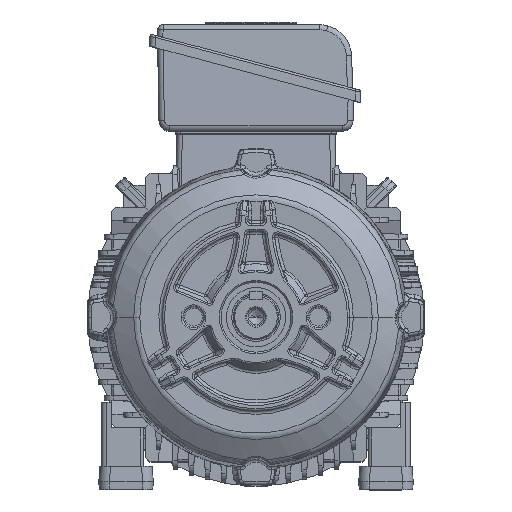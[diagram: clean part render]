
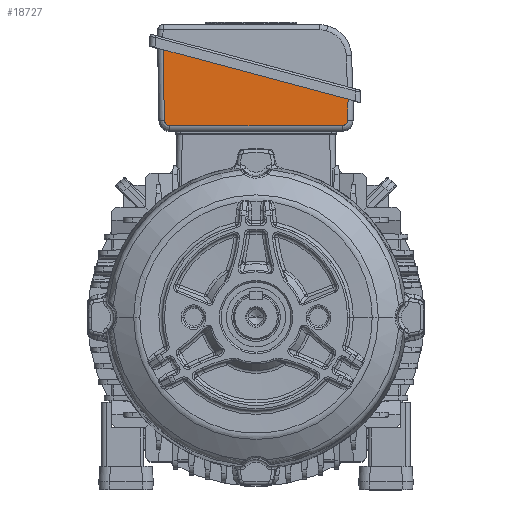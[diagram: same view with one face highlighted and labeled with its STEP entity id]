
A CAD part, top view. The second image highlights one B-rep face of the part: STEP entity #18727.
In plain terms, the highlighted face is planar.
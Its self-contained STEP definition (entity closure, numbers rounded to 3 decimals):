
#574 = EDGE_CURVE ( 'NONE', #111042, #72978, #87441, .T. ) ;
#2173 = CARTESIAN_POINT ( 'NONE',  ( 87.994, 80.196, 7.584 ) ) ;
#2782 = LINE ( 'NONE', #53880, #71811 ) ;
#3146 = ORIENTED_EDGE ( 'NONE', *, *, #574, .F. ) ;
#5182 = DIRECTION ( 'NONE',  ( -0.017, 0.017, 1. ) ) ;
#5855 = LINE ( 'NONE', #89209, #37319 ) ;
#14437 = EDGE_CURVE ( 'NONE', #125254, #71302, #35826, .T. ) ;
#17297 = CARTESIAN_POINT ( 'NONE',  ( 88.658, -85.15, 12.497 ) ) ;
#18727 = ADVANCED_FACE ( 'NONE', ( #28240 ), #47742, .T. ) ;
#19588 = CARTESIAN_POINT ( 'NONE',  ( 87.5, 85.595, 35.449 ) ) ;
#21351 = CARTESIAN_POINT ( 'NONE',  ( 88.732, -83.039, 7.584 ) ) ;
#26323 = ORIENTED_EDGE ( 'NONE', *, *, #114830, .T. ) ;
#27585 = CARTESIAN_POINT ( 'NONE',  ( 87.5, 12.221, 55.11 ) ) ;
#28240 = FACE_OUTER_BOUND ( 'NONE', #43430, .T. ) ;
#31415 = CARTESIAN_POINT ( 'NONE',  ( 88.707, -85.099, 9.609 ) ) ;
#35826 = LINE ( 'NONE', #64762, #80102 ) ;
#36982 = DIRECTION ( 'NONE',  ( 0., 0.966, -0.259 ) ) ;
#37319 = VECTOR ( 'NONE', #5182, 1000. ) ;
#37367 = AXIS2_PLACEMENT_3D ( 'NONE', #27585, #88767, #99500 ) ;
#40799 = CARTESIAN_POINT ( 'NONE',  ( 88.658, -85.15, 12.497 ) ) ;
#43205 = CARTESIAN_POINT ( 'NONE',  ( 87.938, 85.144, 9.609 ) ) ;
#43430 = EDGE_LOOP ( 'NONE', ( #3146, #26323, #113439, #47393, #64918, #107196 ) ) ;
#44683 = CARTESIAN_POINT ( 'NONE',  ( 87.994, 80.196, 7.584 ) ) ;
#47393 = ORIENTED_EDGE ( 'NONE', *, *, #14437, .T. ) ;
#47742 = PLANE ( 'NONE',  #37367 ) ;
#50094 =( BOUNDED_CURVE ( )  B_SPLINE_CURVE ( 3, ( #2173, #53296, #43205, #84225 ),
 .UNSPECIFIED., .F., .T. ) 
 B_SPLINE_CURVE_WITH_KNOTS ( ( 4, 4 ),
 ( 3.403, 4.957 ),
 .UNSPECIFIED. ) 
 CURVE ( )  GEOMETRIC_REPRESENTATION_ITEM ( )  RATIONAL_B_SPLINE_CURVE ( ( 1., 0.809, 0.809, 1. ) ) 
 REPRESENTATION_ITEM ( '' )  );
#53296 = CARTESIAN_POINT ( 'NONE',  ( 87.981, 83.084, 7.584 ) ) ;
#53880 = CARTESIAN_POINT ( 'NONE',  ( 88.66, -85.148, 12.413 ) ) ;
#57953 = CARTESIAN_POINT ( 'NONE',  ( 87.889, 85.195, 12.497 ) ) ;
#58742 = CARTESIAN_POINT ( 'NONE',  ( 87.5, -86.355, 81.523 ) ) ;
#62317 = CARTESIAN_POINT ( 'NONE',  ( 88.719, -80.15, 7.584 ) ) ;
#64261 = VERTEX_POINT ( 'NONE', #57953 ) ;
#64762 = CARTESIAN_POINT ( 'NONE',  ( 87.994, 80.173, 7.584 ) ) ;
#64918 = ORIENTED_EDGE ( 'NONE', *, *, #122576, .T. ) ;
#71302 = VERTEX_POINT ( 'NONE', #44683 ) ;
#71811 = VECTOR ( 'NONE', #113742, 1000. ) ;
#72978 = VERTEX_POINT ( 'NONE', #19588 ) ;
#77944 = VECTOR ( 'NONE', #36982, 1000. ) ;
#80035 = EDGE_CURVE ( 'NONE', #124474, #125254, #99003, .T. ) ;
#80102 = VECTOR ( 'NONE', #105778, 1000. ) ;
#84225 = CARTESIAN_POINT ( 'NONE',  ( 87.889, 85.195, 12.497 ) ) ;
#87441 = LINE ( 'NONE', #119669, #77944 ) ;
#88767 = DIRECTION ( 'NONE',  ( 1., 0.005, 0.017 ) ) ;
#89209 = CARTESIAN_POINT ( 'NONE',  ( 87.189, 85.916, 53.818 ) ) ;
#99003 =( BOUNDED_CURVE ( )  B_SPLINE_CURVE ( 3, ( #40799, #31415, #21351, #62317 ),
 .UNSPECIFIED., .F., .T. ) 
 B_SPLINE_CURVE_WITH_KNOTS ( ( 4, 4 ),
 ( 1.85, 3.403 ),
 .UNSPECIFIED. ) 
 CURVE ( )  GEOMETRIC_REPRESENTATION_ITEM ( )  RATIONAL_B_SPLINE_CURVE ( ( 1., 0.809, 0.809, 1. ) ) 
 REPRESENTATION_ITEM ( '' )  );
#99500 = DIRECTION ( 'NONE',  ( 0.017, 0., -1. ) ) ;
#105778 = DIRECTION ( 'NONE',  ( -0.005, 1., 0. ) ) ;
#107196 = ORIENTED_EDGE ( 'NONE', *, *, #129366, .T. ) ;
#108229 = CARTESIAN_POINT ( 'NONE',  ( 88.719, -80.15, 7.584 ) ) ;
#111042 = VERTEX_POINT ( 'NONE', #58742 ) ;
#113439 = ORIENTED_EDGE ( 'NONE', *, *, #80035, .T. ) ;
#113742 = DIRECTION ( 'NONE',  ( 0.017, 0.017, -1. ) ) ;
#114830 = EDGE_CURVE ( 'NONE', #111042, #124474, #2782, .T. ) ;
#119669 = CARTESIAN_POINT ( 'NONE',  ( 87.5, 12.221, 55.11 ) ) ;
#122576 = EDGE_CURVE ( 'NONE', #71302, #64261, #50094, .T. ) ;
#124474 = VERTEX_POINT ( 'NONE', #17297 ) ;
#125254 = VERTEX_POINT ( 'NONE', #108229 ) ;
#129366 = EDGE_CURVE ( 'NONE', #64261, #72978, #5855, .T. ) ;
